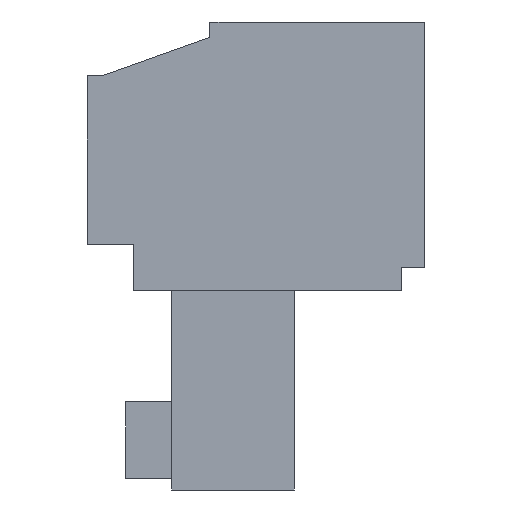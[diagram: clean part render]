
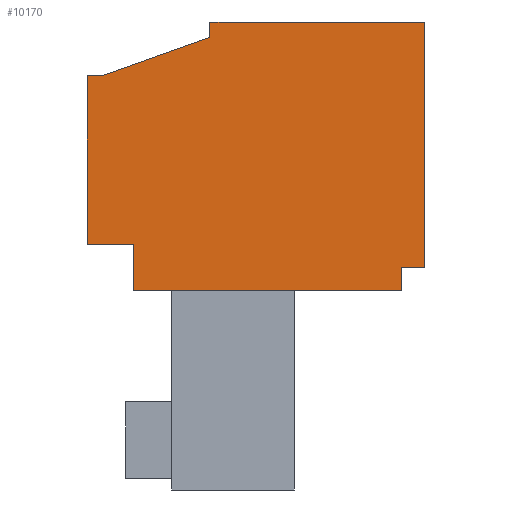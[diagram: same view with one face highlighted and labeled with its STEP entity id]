
A CAD part, left-side view. The second image highlights one B-rep face of the part: STEP entity #10170.
In plain terms, the highlighted planar face has unit normal (-1, 0, 0).
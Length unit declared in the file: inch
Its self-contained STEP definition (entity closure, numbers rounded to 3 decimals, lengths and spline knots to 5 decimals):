
#1=DIRECTION('',(0.,0.,-1.));
#2=VECTOR('',#1,0.32);
#3=CARTESIAN_POINT('',(-1.256,0.,0.));
#4=LINE('',#3,#2);
#5=DIRECTION('',(0.,1.,0.));
#6=VECTOR('',#5,0.03);
#7=CARTESIAN_POINT('',(-1.256,0.,-0.32));
#8=LINE('',#7,#6);
#9=DIRECTION('',(0.,0.,-1.));
#10=VECTOR('',#9,0.03);
#11=CARTESIAN_POINT('',(-1.256,0.03,-0.32));
#12=LINE('',#11,#10);
#13=DIRECTION('',(0.,1.,0.));
#14=VECTOR('',#13,0.35);
#15=CARTESIAN_POINT('',(-1.256,0.03,-0.35));
#16=LINE('',#15,#14);
#17=DIRECTION('',(0.,0.,1.));
#18=VECTOR('',#17,0.06);
#19=CARTESIAN_POINT('',(-1.256,0.38,-0.35));
#20=LINE('',#19,#18);
#21=DIRECTION('',(0.,1.,0.));
#22=VECTOR('',#21,0.06);
#23=CARTESIAN_POINT('',(-1.256,0.38,-0.29));
#24=LINE('',#23,#22);
#25=DIRECTION('',(0.,0.,1.));
#26=VECTOR('',#25,0.22);
#27=CARTESIAN_POINT('',(-1.256,0.44,-0.29));
#28=LINE('',#27,#26);
#29=DIRECTION('',(0.,-1.,0.));
#30=VECTOR('',#29,0.02);
#31=CARTESIAN_POINT('',(-1.256,0.44,-0.07));
#32=LINE('',#31,#30);
#33=DIRECTION('',(0.,-0.942,0.336));
#34=VECTOR('',#33,0.14866);
#35=CARTESIAN_POINT('',(-1.256,0.42,-0.07));
#36=LINE('',#35,#34);
#37=DIRECTION('',(0.,0.,1.));
#38=VECTOR('',#37,0.02);
#39=CARTESIAN_POINT('',(-1.256,0.28,-0.02));
#40=LINE('',#39,#38);
#41=DIRECTION('',(0.,-1.,0.));
#42=VECTOR('',#41,0.28);
#43=CARTESIAN_POINT('',(-1.256,0.28,0.));
#44=LINE('',#43,#42);
#7777=CARTESIAN_POINT('',(-1.256,0.,0.));
#7778=CARTESIAN_POINT('',(-1.256,0.,-0.32));
#7779=VERTEX_POINT('',#7777);
#7780=VERTEX_POINT('',#7778);
#7781=CARTESIAN_POINT('',(-1.256,0.03,-0.32));
#7782=VERTEX_POINT('',#7781);
#7783=CARTESIAN_POINT('',(-1.256,0.03,-0.35));
#7784=VERTEX_POINT('',#7783);
#7785=CARTESIAN_POINT('',(-1.256,0.38,-0.35));
#7786=VERTEX_POINT('',#7785);
#7787=CARTESIAN_POINT('',(-1.256,0.38,-0.29));
#7788=VERTEX_POINT('',#7787);
#7789=CARTESIAN_POINT('',(-1.256,0.44,-0.29));
#7790=VERTEX_POINT('',#7789);
#7791=CARTESIAN_POINT('',(-1.256,0.44,-0.07));
#7792=VERTEX_POINT('',#7791);
#7793=CARTESIAN_POINT('',(-1.256,0.42,-0.07));
#7794=VERTEX_POINT('',#7793);
#7795=CARTESIAN_POINT('',(-1.256,0.28,-0.02));
#7796=VERTEX_POINT('',#7795);
#7797=CARTESIAN_POINT('',(-1.256,0.28,0.));
#7798=VERTEX_POINT('',#7797);
#10141=CARTESIAN_POINT('',(-1.256,0.,0.));
#10142=DIRECTION('',(1.,0.,0.));
#10143=DIRECTION('',(0.,0.,-1.));
#10144=AXIS2_PLACEMENT_3D('',#10141,#10142,#10143);
#10145=PLANE('',#10144);
#10147=ORIENTED_EDGE('',*,*,#10146,.T.);
#10149=ORIENTED_EDGE('',*,*,#10148,.T.);
#10151=ORIENTED_EDGE('',*,*,#10150,.T.);
#10153=ORIENTED_EDGE('',*,*,#10152,.T.);
#10155=ORIENTED_EDGE('',*,*,#10154,.T.);
#10157=ORIENTED_EDGE('',*,*,#10156,.T.);
#10159=ORIENTED_EDGE('',*,*,#10158,.T.);
#10161=ORIENTED_EDGE('',*,*,#10160,.T.);
#10163=ORIENTED_EDGE('',*,*,#10162,.T.);
#10165=ORIENTED_EDGE('',*,*,#10164,.T.);
#10167=ORIENTED_EDGE('',*,*,#10166,.T.);
#10168=EDGE_LOOP('',(#10147,#10149,#10151,#10153,#10155,#10157,#10159,#10161,
#10163,#10165,#10167));
#10169=FACE_OUTER_BOUND('',#10168,.F.);
#10170=ADVANCED_FACE('',(#10169),#10145,.F.);
#10146=EDGE_CURVE('',#7779,#7780,#4,.T.);
#10148=EDGE_CURVE('',#7780,#7782,#8,.T.);
#10150=EDGE_CURVE('',#7782,#7784,#12,.T.);
#10152=EDGE_CURVE('',#7784,#7786,#16,.T.);
#10154=EDGE_CURVE('',#7786,#7788,#20,.T.);
#10156=EDGE_CURVE('',#7788,#7790,#24,.T.);
#10158=EDGE_CURVE('',#7790,#7792,#28,.T.);
#10160=EDGE_CURVE('',#7792,#7794,#32,.T.);
#10162=EDGE_CURVE('',#7794,#7796,#36,.T.);
#10164=EDGE_CURVE('',#7796,#7798,#40,.T.);
#10166=EDGE_CURVE('',#7798,#7779,#44,.T.);
